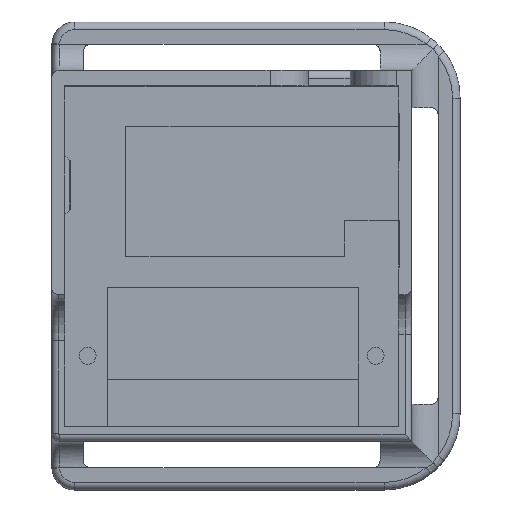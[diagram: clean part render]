
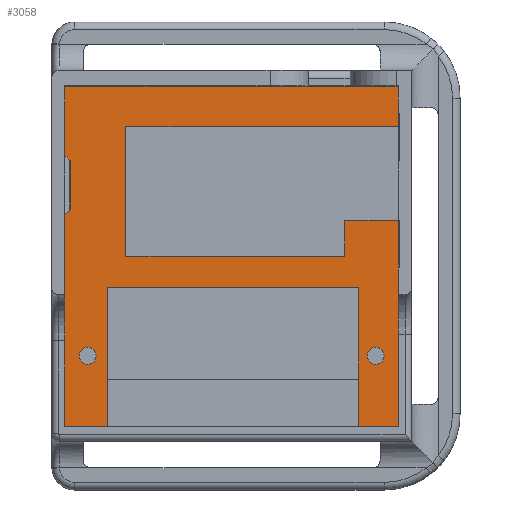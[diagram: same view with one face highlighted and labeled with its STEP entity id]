
A CAD part, top view. The second image highlights one B-rep face of the part: STEP entity #3058.
In plain terms, the highlighted planar face has unit normal (0, 0, 1).
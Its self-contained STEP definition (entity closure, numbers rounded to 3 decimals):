
#24=FACE_BOUND('',#1131,.T.);
#25=FACE_BOUND('',#1132,.T.);
#99=PLANE('',#3374);
#319=LINE('',#5230,#608);
#371=LINE('',#5381,#660);
#375=LINE('',#5392,#664);
#380=LINE('',#5402,#669);
#383=LINE('',#5407,#672);
#387=LINE('',#5414,#676);
#390=LINE('',#5422,#679);
#391=LINE('',#5424,#680);
#392=LINE('',#5426,#681);
#393=LINE('',#5428,#682);
#394=LINE('',#5430,#683);
#395=LINE('',#5431,#684);
#396=LINE('',#5433,#685);
#397=LINE('',#5434,#686);
#608=VECTOR('',#4020,10.05);
#660=VECTOR('',#4170,10.05);
#664=VECTOR('',#4182,10.05);
#669=VECTOR('',#4189,10.05);
#672=VECTOR('',#4194,10.05);
#676=VECTOR('',#4198,10.05);
#679=VECTOR('',#4209,10.05);
#680=VECTOR('',#4210,10.05);
#681=VECTOR('',#4211,10.05);
#682=VECTOR('',#4212,10.05);
#683=VECTOR('',#4213,10.05);
#684=VECTOR('',#4214,10.05);
#685=VECTOR('',#4215,10.05);
#686=VECTOR('',#4216,10.05);
#951=FACE_OUTER_BOUND('',#1130,.T.);
#1130=EDGE_LOOP('',(#2792,#2793,#2794,#2795,#2796,#2797,#2798,#2799,#2800,
#2801,#2802,#2803,#2804,#2805));
#1131=EDGE_LOOP('',(#2806));
#1132=EDGE_LOOP('',(#2807));
#1278=CIRCLE('',#3344,1.106);
#1280=CIRCLE('',#3348,1.106);
#1485=VERTEX_POINT('',#5227);
#1486=VERTEX_POINT('',#5229);
#1527=VERTEX_POINT('',#5332);
#1529=VERTEX_POINT('',#5339);
#1536=VERTEX_POINT('',#5380);
#1538=VERTEX_POINT('',#5390);
#1539=VERTEX_POINT('',#5391);
#1543=VERTEX_POINT('',#5401);
#1544=VERTEX_POINT('',#5406);
#1547=VERTEX_POINT('',#5412);
#1548=VERTEX_POINT('',#5421);
#1549=VERTEX_POINT('',#5423);
#1550=VERTEX_POINT('',#5425);
#1551=VERTEX_POINT('',#5427);
#1552=VERTEX_POINT('',#5429);
#1553=VERTEX_POINT('',#5432);
#1880=EDGE_CURVE('',#1486,#1485,#319,.T.);
#1932=EDGE_CURVE('',#1527,#1527,#1278,.F.);
#1935=EDGE_CURVE('',#1529,#1529,#1280,.F.);
#1956=EDGE_CURVE('',#1536,#1486,#371,.T.);
#1960=EDGE_CURVE('',#1538,#1539,#375,.T.);
#1965=EDGE_CURVE('',#1543,#1536,#380,.T.);
#1968=EDGE_CURVE('',#1544,#1538,#383,.T.);
#1972=EDGE_CURVE('',#1485,#1547,#387,.T.);
#1975=EDGE_CURVE('',#1544,#1548,#390,.T.);
#1976=EDGE_CURVE('',#1549,#1539,#391,.T.);
#1977=EDGE_CURVE('',#1550,#1549,#392,.T.);
#1978=EDGE_CURVE('',#1551,#1550,#393,.T.);
#1979=EDGE_CURVE('',#1552,#1551,#394,.T.);
#1980=EDGE_CURVE('',#1543,#1552,#395,.T.);
#1981=EDGE_CURVE('',#1553,#1547,#396,.T.);
#1982=EDGE_CURVE('',#1548,#1553,#397,.T.);
#2792=ORIENTED_EDGE('',*,*,#1975,.F.);
#2793=ORIENTED_EDGE('',*,*,#1968,.T.);
#2794=ORIENTED_EDGE('',*,*,#1960,.T.);
#2795=ORIENTED_EDGE('',*,*,#1976,.F.);
#2796=ORIENTED_EDGE('',*,*,#1977,.F.);
#2797=ORIENTED_EDGE('',*,*,#1978,.F.);
#2798=ORIENTED_EDGE('',*,*,#1979,.F.);
#2799=ORIENTED_EDGE('',*,*,#1980,.F.);
#2800=ORIENTED_EDGE('',*,*,#1965,.T.);
#2801=ORIENTED_EDGE('',*,*,#1956,.T.);
#2802=ORIENTED_EDGE('',*,*,#1880,.T.);
#2803=ORIENTED_EDGE('',*,*,#1972,.T.);
#2804=ORIENTED_EDGE('',*,*,#1981,.F.);
#2805=ORIENTED_EDGE('',*,*,#1982,.F.);
#2806=ORIENTED_EDGE('',*,*,#1932,.T.);
#2807=ORIENTED_EDGE('',*,*,#1935,.T.);
#3058=ADVANCED_FACE('',(#951,#24,#25),#99,.F.);
#3344=AXIS2_PLACEMENT_3D('',#5333,#4110,#4111);
#3348=AXIS2_PLACEMENT_3D('',#5340,#4119,#4120);
#3374=AXIS2_PLACEMENT_3D('',#5420,#4207,#4208);
#4020=DIRECTION('',(0.,-1.,0.));
#4110=DIRECTION('center_axis',(0.,0.,1.));
#4111=DIRECTION('ref_axis',(-1.,0.,0.));
#4119=DIRECTION('center_axis',(0.,0.,1.));
#4120=DIRECTION('ref_axis',(-1.,0.,0.));
#4170=DIRECTION('',(-1.,0.,0.));
#4182=DIRECTION('',(0.,1.,0.));
#4189=DIRECTION('',(0.,1.,0.));
#4194=DIRECTION('',(1.,0.,0.));
#4198=DIRECTION('',(1.,0.,0.));
#4207=DIRECTION('center_axis',(0.,0.,-1.));
#4208=DIRECTION('ref_axis',(-1.,0.,0.));
#4209=DIRECTION('',(0.,1.,0.));
#4210=DIRECTION('',(1.,0.,0.));
#4211=DIRECTION('',(0.,1.,0.));
#4212=DIRECTION('',(1.,0.,0.));
#4213=DIRECTION('',(0.,-1.,0.));
#4214=DIRECTION('',(-1.,0.,0.));
#4215=DIRECTION('',(0.,-1.,0.));
#4216=DIRECTION('',(-1.,0.,0.));
#5227=CARTESIAN_POINT('',(31.382,-24.334,-32.088));
#5229=CARTESIAN_POINT('',(31.382,20.433,-32.088));
#5230=CARTESIAN_POINT('',(31.382,-24.233,-32.088));
#5332=CARTESIAN_POINT('',(35.487,-15.01,-32.088));
#5333=CARTESIAN_POINT('Origin',(34.381,-15.01,-32.088));
#5339=CARTESIAN_POINT('',(73.316,-15.01,-32.088));
#5340=CARTESIAN_POINT('Origin',(72.21,-15.01,-32.088));
#5380=CARTESIAN_POINT('',(75.209,20.433,-32.088));
#5381=CARTESIAN_POINT('',(75.109,20.433,-32.088));
#5390=CARTESIAN_POINT('',(75.209,-24.334,-32.088));
#5391=CARTESIAN_POINT('',(75.209,2.775,-32.088));
#5392=CARTESIAN_POINT('',(75.209,-24.233,-32.088));
#5401=CARTESIAN_POINT('',(75.209,15.085,-32.088));
#5402=CARTESIAN_POINT('',(75.209,-24.233,-32.088));
#5406=CARTESIAN_POINT('',(70.016,-24.334,-32.088));
#5407=CARTESIAN_POINT('',(75.109,-24.334,-32.088));
#5412=CARTESIAN_POINT('',(36.988,-24.334,-32.088));
#5414=CARTESIAN_POINT('',(31.482,-24.334,-32.088));
#5420=CARTESIAN_POINT('Origin',(53.296,-1.95,-32.088));
#5421=CARTESIAN_POINT('',(70.016,-6.02,-32.088));
#5422=CARTESIAN_POINT('',(70.016,-6.02,-32.088));
#5423=CARTESIAN_POINT('',(68.144,2.775,-32.088));
#5424=CARTESIAN_POINT('',(75.109,2.775,-32.088));
#5425=CARTESIAN_POINT('',(68.144,-1.95,-32.088));
#5426=CARTESIAN_POINT('',(68.144,-1.95,-32.088));
#5427=CARTESIAN_POINT('',(39.404,-1.95,-32.088));
#5428=CARTESIAN_POINT('',(39.404,-1.95,-32.088));
#5429=CARTESIAN_POINT('',(39.404,15.085,-32.088));
#5430=CARTESIAN_POINT('',(39.404,15.085,-32.088));
#5431=CARTESIAN_POINT('',(68.144,15.085,-32.088));
#5432=CARTESIAN_POINT('',(36.988,-6.02,-32.088));
#5433=CARTESIAN_POINT('',(36.988,-24.233,-32.088));
#5434=CARTESIAN_POINT('',(36.988,-6.02,-32.088));
